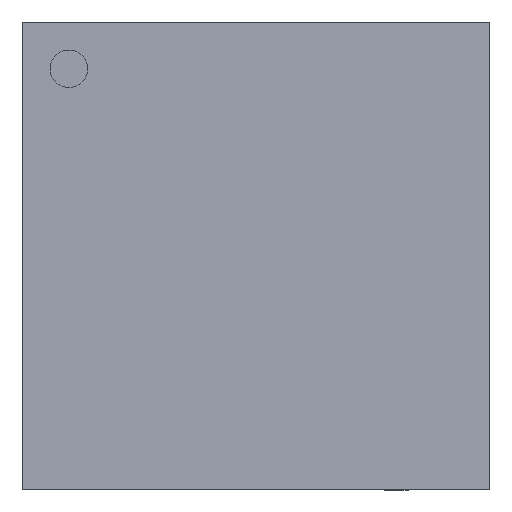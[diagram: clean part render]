
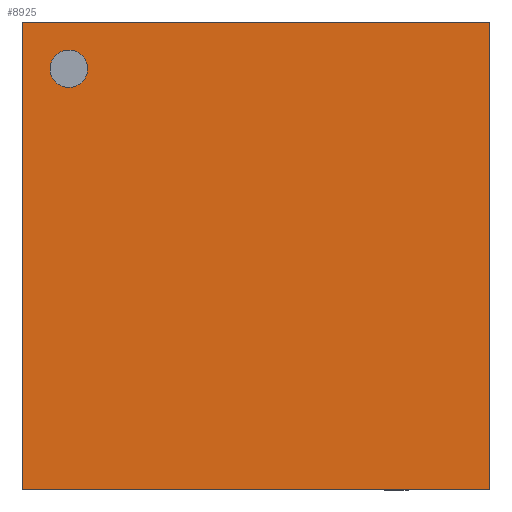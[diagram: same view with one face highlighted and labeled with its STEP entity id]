
A CAD part, top view. The second image highlights one B-rep face of the part: STEP entity #8925.
In plain terms, the highlighted planar face has unit normal (0, 0, 1).
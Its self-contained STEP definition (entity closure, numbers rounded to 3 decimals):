
#4657=CARTESIAN_POINT('',(-1.8,2.0,0.8));
#4658=VERTEX_POINT('',#4657);
#4667=CARTESIAN_POINT('',(-2.2,2.0,0.8));
#4668=VERTEX_POINT('',#4667);
#4669=CARTESIAN_POINT('',(-2.0,2.0,0.8));
#4670=DIRECTION('',(0.0,0.0,-1.0));
#4671=DIRECTION('',(1.0,0.0,0.0));
#4672=AXIS2_PLACEMENT_3D('',#4669,#4670,#4671);
#4673=CIRCLE('',#4672,0.2);
#4674=EDGE_CURVE('',#4668,#4658,#4673,.T.);
#8419=CARTESIAN_POINT('',(-2.5,-2.5,0.8));
#8420=VERTEX_POINT('',#8419);
#8427=CARTESIAN_POINT('',(-2.5,2.5,0.8));
#8428=VERTEX_POINT('',#8427);
#8429=CARTESIAN_POINT('',(-2.5,-2.5,0.8));
#8430=DIRECTION('',(0.0,1.0,0.0));
#8431=VECTOR('',#8430,5.0);
#8432=LINE('',#8429,#8431);
#8433=EDGE_CURVE('',#8420,#8428,#8432,.T.);
#8522=CARTESIAN_POINT('',(2.5,-2.5,0.8));
#8523=VERTEX_POINT('',#8522);
#8530=CARTESIAN_POINT('',(2.5,-2.5,0.8));
#8531=DIRECTION('',(-1.0,0.0,0.0));
#8532=VECTOR('',#8531,5.);
#8533=LINE('',#8530,#8532);
#8534=EDGE_CURVE('',#8523,#8420,#8533,.T.);
#8615=CARTESIAN_POINT('',(2.5,2.5,0.8));
#8616=VERTEX_POINT('',#8615);
#8617=CARTESIAN_POINT('',(-2.5,2.5,0.8));
#8618=DIRECTION('',(1.0,0.0,0.0));
#8619=VECTOR('',#8618,5.0);
#8620=LINE('',#8617,#8619);
#8621=EDGE_CURVE('',#8428,#8616,#8620,.T.);
#8707=CARTESIAN_POINT('',(2.5,2.5,0.8));
#8708=DIRECTION('',(0.0,-1.0,0.0));
#8709=VECTOR('',#8708,5.0);
#8710=LINE('',#8707,#8709);
#8711=EDGE_CURVE('',#8616,#8523,#8710,.T.);
#8890=CARTESIAN_POINT('',(-2.0,2.0,0.8));
#8891=DIRECTION('',(0.0,0.0,-1.0));
#8892=DIRECTION('',(1.0,0.0,0.0));
#8893=AXIS2_PLACEMENT_3D('',#8890,#8891,#8892);
#8894=CIRCLE('',#8893,0.2);
#8895=EDGE_CURVE('',#4658,#4668,#8894,.T.);
#8910=CARTESIAN_POINT('',(0.,0.,0.8));
#8911=DIRECTION('',(0.0,0.0,1.0));
#8912=DIRECTION('',(1.0,0.0,0.0));
#8913=AXIS2_PLACEMENT_3D('',#8910,#8911,#8912);
#8914=PLANE('',#8913);
#8915=ORIENTED_EDGE('',*,*,#8433,.F.);
#8916=ORIENTED_EDGE('',*,*,#8534,.F.);
#8917=ORIENTED_EDGE('',*,*,#8711,.F.);
#8918=ORIENTED_EDGE('',*,*,#8621,.F.);
#8919=EDGE_LOOP('',(#8915,#8916,#8917,#8918));
#8920=FACE_OUTER_BOUND('',#8919,.T.);
#8921=ORIENTED_EDGE('',*,*,#8895,.T.);
#8922=ORIENTED_EDGE('',*,*,#4674,.T.);
#8923=EDGE_LOOP('',(#8921,#8922));
#8924=FACE_BOUND('',#8923,.T.);
#8925=ADVANCED_FACE('',(#8920,#8924),#8914,.T.);
